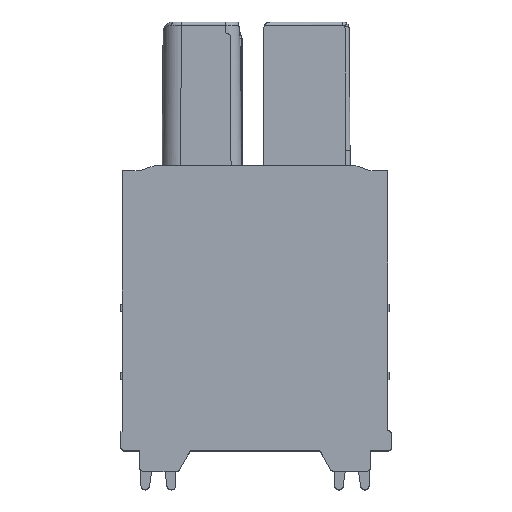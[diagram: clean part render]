
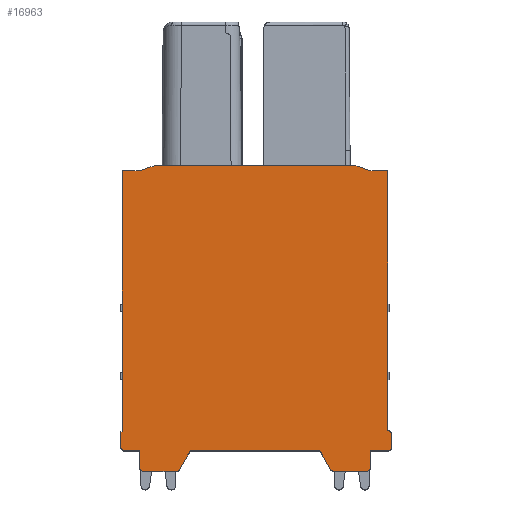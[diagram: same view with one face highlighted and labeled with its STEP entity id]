
A CAD part, top view. The second image highlights one B-rep face of the part: STEP entity #16963.
In plain terms, the highlighted planar face has unit normal (0, 0, 1).
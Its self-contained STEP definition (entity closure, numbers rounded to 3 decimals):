
#57=DIRECTION('',(0.,1.,0.));
#58=VECTOR('',#57,12.749);
#59=CARTESIAN_POINT('',(13.02,1.001,-1.35));
#60=LINE('',#59,#58);
#739=DIRECTION('',(0.,1.,0.));
#740=VECTOR('',#739,0.597);
#741=CARTESIAN_POINT('',(13.21,0.2,-1.35));
#742=LINE('',#741,#740);
#751=DIRECTION('',(1.,0.,0.));
#752=VECTOR('',#751,0.84);
#753=CARTESIAN_POINT('',(12.17,0.,-1.35));
#754=LINE('',#753,#752);
#931=DIRECTION('',(1.,0.,0.));
#932=VECTOR('',#931,6.365);
#933=CARTESIAN_POINT('',(3.327,0.,
-1.35));
#934=LINE('',#933,#932);
#2531=DIRECTION('',(0.,-1.,0.));
#2532=VECTOR('',#2531,12.789);
#2533=CARTESIAN_POINT('',(0.,13.75,-1.35));
#2534=LINE('',#2533,#2532);
#3205=DIRECTION('',(-1.,0.,0.));
#3206=VECTOR('',#3205,0.873);
#3207=CARTESIAN_POINT('',(0.873,13.75,-1.35));
#3208=LINE('',#3207,#3206);
#3631=DIRECTION('',(-1.,0.,0.));
#3632=VECTOR('',#3631,0.873);
#3633=CARTESIAN_POINT('',(13.02,13.75,-1.35));
#3634=LINE('',#3633,#3632);
#3770=CARTESIAN_POINT('',(0.11,0.2,-1.35));
#3771=DIRECTION('',(0.,0.,1.));
#3772=DIRECTION('',(-1.,0.,0.));
#3773=AXIS2_PLACEMENT_3D('',#3770,#3771,#3772);
#3775=DIRECTION('',(0.,1.,0.));
#3776=VECTOR('',#3775,0.737);
#3777=CARTESIAN_POINT('',(-0.09,0.2,-1.35));
#3778=LINE('',#3777,#3776);
#3779=DIRECTION('',(0.966,0.259,0.));
#3780=VECTOR('',#3779,0.093);
#3781=CARTESIAN_POINT('',(-0.09,0.937,-1.35));
#3782=LINE('',#3781,#3780);
#3783=DIRECTION('',(0.94,0.342,0.));
#3784=VECTOR('',#3783,0.731);
#3785=CARTESIAN_POINT('',(0.873,13.75,-1.35));
#3786=LINE('',#3785,#3784);
#3787=DIRECTION('',(1.,0.,0.));
#3788=VECTOR('',#3787,9.9);
#3789=CARTESIAN_POINT('',(1.56,14.,-1.35));
#3790=LINE('',#3789,#3788);
#3791=DIRECTION('',(0.94,-0.342,0.));
#3792=VECTOR('',#3791,0.731);
#3793=CARTESIAN_POINT('',(11.46,14.,-1.35));
#3794=LINE('',#3793,#3792);
#3795=DIRECTION('',(0.966,-0.259,0.));
#3796=VECTOR('',#3795,0.043);
#3797=CARTESIAN_POINT('',(13.02,1.001,-1.35));
#3798=LINE('',#3797,#3796);
#3799=CARTESIAN_POINT('',(13.01,0.797,-1.35));
#3800=DIRECTION('',(0.,0.,-1.));
#3801=DIRECTION('',(0.259,0.966,0.));
#3802=AXIS2_PLACEMENT_3D('',#3799,#3800,#3801);
#3804=CARTESIAN_POINT('',(13.01,0.2,-1.35));
#3805=DIRECTION('',(0.,0.,-1.));
#3806=DIRECTION('',(1.,0.,0.));
#3807=AXIS2_PLACEMENT_3D('',#3804,#3805,#3806);
#3809=DIRECTION('',(0.,-1.,0.));
#3810=VECTOR('',#3809,0.8);
#3811=CARTESIAN_POINT('',(12.17,0.,-1.35));
#3812=LINE('',#3811,#3810);
#3813=CARTESIAN_POINT('',(11.97,-0.8,-1.35));
#3814=DIRECTION('',(0.,0.,-1.));
#3815=DIRECTION('',(1.,0.,0.));
#3816=AXIS2_PLACEMENT_3D('',#3813,#3814,#3815);
#3818=DIRECTION('',(-1.,0.,0.));
#3819=VECTOR('',#3818,1.585);
#3820=CARTESIAN_POINT('',(11.97,-1.,-1.35));
#3821=LINE('',#3820,#3819);
#3822=CARTESIAN_POINT('',(10.385,-0.8,-1.35));
#3823=DIRECTION('',(0.,0.,-1.));
#3824=DIRECTION('',(0.,-1.,0.));
#3825=AXIS2_PLACEMENT_3D('',#3822,#3823,#3824);
#3827=DIRECTION('',(-0.5,0.866,0.));
#3828=VECTOR('',#3827,1.039);
#3829=CARTESIAN_POINT('',(10.212,-0.9,
-1.35));
#3830=LINE('',#3829,#3828);
#3831=DIRECTION('',(-0.5,-0.866,0.));
#3832=VECTOR('',#3831,1.039);
#3833=CARTESIAN_POINT('',(3.327,0.,
-1.35));
#3834=LINE('',#3833,#3832);
#3835=CARTESIAN_POINT('',(2.635,-0.8,-1.35));
#3836=DIRECTION('',(0.,0.,-1.));
#3837=DIRECTION('',(0.866,-0.5,0.));
#3838=AXIS2_PLACEMENT_3D('',#3835,#3836,#3837);
#3840=DIRECTION('',(-1.,0.,0.));
#3841=VECTOR('',#3840,1.585);
#3842=CARTESIAN_POINT('',(2.635,-1.,-1.35));
#3843=LINE('',#3842,#3841);
#3844=CARTESIAN_POINT('',(1.05,-0.8,-1.35));
#3845=DIRECTION('',(0.,0.,-1.));
#3846=DIRECTION('',(0.,-1.,0.));
#3847=AXIS2_PLACEMENT_3D('',#3844,#3845,#3846);
#3849=DIRECTION('',(0.,1.,0.));
#3850=VECTOR('',#3849,0.8);
#3851=CARTESIAN_POINT('',(0.85,-0.8,-1.35));
#3852=LINE('',#3851,#3850);
#3853=DIRECTION('',(-1.,0.,0.));
#3854=VECTOR('',#3853,0.74);
#3855=CARTESIAN_POINT('',(0.85,0.,-1.35));
#3856=LINE('',#3855,#3854);
#10328=CARTESIAN_POINT('',(13.02,1.001,-1.35));
#10329=CARTESIAN_POINT('',(13.02,13.75,-1.35));
#10330=VERTEX_POINT('',#10328);
#10331=VERTEX_POINT('',#10329);
#10426=CARTESIAN_POINT('',(12.147,13.75,-1.35));
#10427=VERTEX_POINT('',#10426);
#10428=CARTESIAN_POINT('',(11.46,14.,-1.35));
#10429=VERTEX_POINT('',#10428);
#10430=CARTESIAN_POINT('',(1.56,14.,-1.35));
#10431=VERTEX_POINT('',#10430);
#10691=CARTESIAN_POINT('',(0.873,13.75,-1.35));
#10692=VERTEX_POINT('',#10691);
#10693=CARTESIAN_POINT('',(0.,13.75,-1.35));
#10694=VERTEX_POINT('',#10693);
#10717=CARTESIAN_POINT('',(0.,0.961,-1.35));
#10718=VERTEX_POINT('',#10717);
#10792=CARTESIAN_POINT('',(0.85,0.,-1.35));
#10794=VERTEX_POINT('',#10792);
#10805=CARTESIAN_POINT('',(3.327,0.,
-1.35));
#10806=VERTEX_POINT('',#10805);
#10807=CARTESIAN_POINT('',(9.693,0.,
-1.35));
#10808=VERTEX_POINT('',#10807);
#10875=CARTESIAN_POINT('',(12.17,0.,-1.35));
#10876=VERTEX_POINT('',#10875);
#10877=CARTESIAN_POINT('',(13.01,0.,-1.35));
#10878=VERTEX_POINT('',#10877);
#10879=CARTESIAN_POINT('',(13.21,0.2,-1.35));
#10880=VERTEX_POINT('',#10879);
#10881=CARTESIAN_POINT('',(13.21,0.797,-1.35));
#10882=VERTEX_POINT('',#10881);
#10883=CARTESIAN_POINT('',(13.062,0.99,
-1.35));
#10884=VERTEX_POINT('',#10883);
#10885=CARTESIAN_POINT('',(12.17,-0.8,-1.35));
#10886=VERTEX_POINT('',#10885);
#10887=CARTESIAN_POINT('',(11.97,-1.,-1.35));
#10888=VERTEX_POINT('',#10887);
#10889=CARTESIAN_POINT('',(10.385,-1.,-1.35));
#10890=VERTEX_POINT('',#10889);
#10891=CARTESIAN_POINT('',(10.212,-0.9,
-1.35));
#10892=VERTEX_POINT('',#10891);
#10893=CARTESIAN_POINT('',(2.808,-0.9,
-1.35));
#10894=VERTEX_POINT('',#10893);
#10895=CARTESIAN_POINT('',(2.635,-1.,-1.35));
#10896=VERTEX_POINT('',#10895);
#10897=CARTESIAN_POINT('',(1.05,-1.,-1.35));
#10898=VERTEX_POINT('',#10897);
#10899=CARTESIAN_POINT('',(0.85,-0.8,-1.35));
#10900=VERTEX_POINT('',#10899);
#11077=CARTESIAN_POINT('',(-0.09,0.937,-1.35));
#11078=VERTEX_POINT('',#11077);
#11079=CARTESIAN_POINT('',(-0.09,0.2,-1.35));
#11080=CARTESIAN_POINT('',(0.11,0.,-1.35));
#11081=VERTEX_POINT('',#11079);
#11082=VERTEX_POINT('',#11080);
#16919=CARTESIAN_POINT('',(0.,0.,-1.35));
#16920=DIRECTION('',(0.,0.,1.));
#16921=DIRECTION('',(1.,0.,0.));
#16922=AXIS2_PLACEMENT_3D('',#16919,#16920,#16921);
#16923=PLANE('',#16922);
#16924=ORIENTED_EDGE('',*,*,#15167,.F.);
#16925=ORIENTED_EDGE('',*,*,#15182,.T.);
#16926=ORIENTED_EDGE('',*,*,#15197,.T.);
#16927=ORIENTED_EDGE('',*,*,#15228,.F.);
#16928=ORIENTED_EDGE('',*,*,#16385,.F.);
#16929=ORIENTED_EDGE('',*,*,#16426,.T.);
#16930=ORIENTED_EDGE('',*,*,#16441,.T.);
#16931=ORIENTED_EDGE('',*,*,#16684,.T.);
#16932=ORIENTED_EDGE('',*,*,#16709,.F.);
#16933=ORIENTED_EDGE('',*,*,#11793,.F.);
#16934=ORIENTED_EDGE('',*,*,#12891,.T.);
#16935=ORIENTED_EDGE('',*,*,#12906,.T.);
#16936=ORIENTED_EDGE('',*,*,#12921,.F.);
#16937=ORIENTED_EDGE('',*,*,#12936,.T.);
#16938=ORIENTED_EDGE('',*,*,#12955,.F.);
#16940=ORIENTED_EDGE('',*,*,#16939,.T.);
#16942=ORIENTED_EDGE('',*,*,#16941,.T.);
#16944=ORIENTED_EDGE('',*,*,#16943,.T.);
#16946=ORIENTED_EDGE('',*,*,#16945,.T.);
#16948=ORIENTED_EDGE('',*,*,#16947,.T.);
#16949=ORIENTED_EDGE('',*,*,#13141,.F.);
#16951=ORIENTED_EDGE('',*,*,#16950,.T.);
#16953=ORIENTED_EDGE('',*,*,#16952,.T.);
#16955=ORIENTED_EDGE('',*,*,#16954,.T.);
#16957=ORIENTED_EDGE('',*,*,#16956,.T.);
#16959=ORIENTED_EDGE('',*,*,#16958,.T.);
#16960=ORIENTED_EDGE('',*,*,#15141,.T.);
#16961=EDGE_LOOP('',(#16924,#16925,#16926,#16927,#16928,#16929,#16930,#16931,
#16932,#16933,#16934,#16935,#16936,#16937,#16938,#16940,#16942,#16944,#16946,
#16948,#16949,#16951,#16953,#16955,#16957,#16959,#16960));
#16962=FACE_OUTER_BOUND('',#16961,.F.);
#16963=ADVANCED_FACE('',(#16962),#16923,.T.);
#3774=CIRCLE('',#3773,0.2);
#3803=CIRCLE('',#3802,0.2);
#3808=CIRCLE('',#3807,0.2);
#3817=CIRCLE('',#3816,0.2);
#3826=CIRCLE('',#3825,0.2);
#3839=CIRCLE('',#3838,0.2);
#3848=CIRCLE('',#3847,0.2);
#11793=EDGE_CURVE('',#10330,#10331,#60,.T.);
#12891=EDGE_CURVE('',#10330,#10884,#3798,.T.);
#12906=EDGE_CURVE('',#10884,#10882,#3803,.T.);
#12921=EDGE_CURVE('',#10880,#10882,#742,.T.);
#12936=EDGE_CURVE('',#10880,#10878,#3808,.T.);
#12955=EDGE_CURVE('',#10876,#10878,#754,.T.);
#13141=EDGE_CURVE('',#10806,#10808,#934,.T.);
#15141=EDGE_CURVE('',#10794,#11082,#3856,.T.);
#15167=EDGE_CURVE('',#11081,#11082,#3774,.T.);
#15182=EDGE_CURVE('',#11081,#11078,#3778,.T.);
#15197=EDGE_CURVE('',#11078,#10718,#3782,.T.);
#15228=EDGE_CURVE('',#10694,#10718,#2534,.T.);
#16385=EDGE_CURVE('',#10692,#10694,#3208,.T.);
#16426=EDGE_CURVE('',#10692,#10431,#3786,.T.);
#16441=EDGE_CURVE('',#10431,#10429,#3790,.T.);
#16684=EDGE_CURVE('',#10429,#10427,#3794,.T.);
#16709=EDGE_CURVE('',#10331,#10427,#3634,.T.);
#16939=EDGE_CURVE('',#10876,#10886,#3812,.T.);
#16941=EDGE_CURVE('',#10886,#10888,#3817,.T.);
#16943=EDGE_CURVE('',#10888,#10890,#3821,.T.);
#16945=EDGE_CURVE('',#10890,#10892,#3826,.T.);
#16947=EDGE_CURVE('',#10892,#10808,#3830,.T.);
#16950=EDGE_CURVE('',#10806,#10894,#3834,.T.);
#16952=EDGE_CURVE('',#10894,#10896,#3839,.T.);
#16954=EDGE_CURVE('',#10896,#10898,#3843,.T.);
#16956=EDGE_CURVE('',#10898,#10900,#3848,.T.);
#16958=EDGE_CURVE('',#10900,#10794,#3852,.T.);
